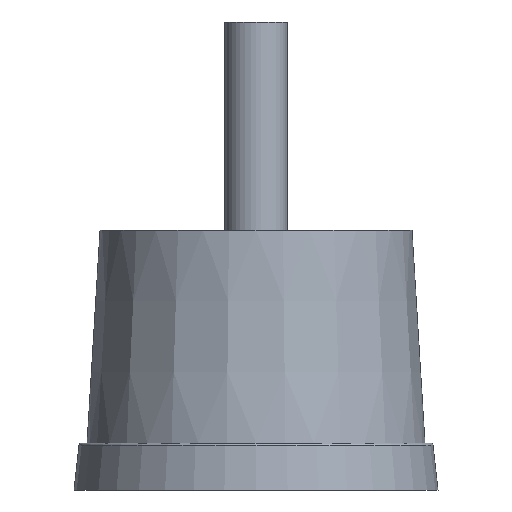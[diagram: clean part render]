
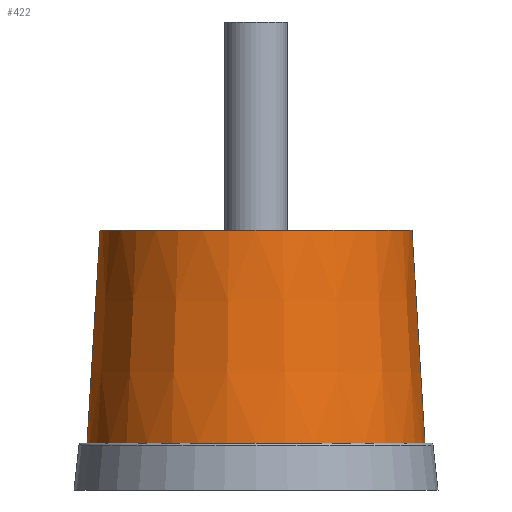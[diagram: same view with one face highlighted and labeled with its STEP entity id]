
A CAD part, front view. The second image highlights one B-rep face of the part: STEP entity #422.
In plain terms, the highlighted conical face has half-angle 3.489 degrees and reference radius 32.5 mm.
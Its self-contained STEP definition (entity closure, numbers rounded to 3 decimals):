
#16=CONICAL_SURFACE('',#499,32.5,3.489);
#71=FACE_BOUND('',#182,.T.);
#109=FACE_OUTER_BOUND('',#181,.T.);
#181=EDGE_LOOP('',(#366));
#182=EDGE_LOOP('',(#367));
#201=CIRCLE('',#458,30.);
#221=CIRCLE('',#496,32.5);
#238=VERTEX_POINT('',#702);
#258=VERTEX_POINT('',#760);
#275=EDGE_CURVE('',#238,#238,#201,.T.);
#295=EDGE_CURVE('',#258,#258,#221,.T.);
#366=ORIENTED_EDGE('',*,*,#295,.F.);
#367=ORIENTED_EDGE('',*,*,#275,.T.);
#422=ADVANCED_FACE('',(#109,#71),#16,.T.);
#458=AXIS2_PLACEMENT_3D('',#703,#567,#568);
#496=AXIS2_PLACEMENT_3D('',#761,#643,#644);
#499=AXIS2_PLACEMENT_3D('',#764,#649,#650);
#567=DIRECTION('center_axis',(0.,0.,-1.));
#568=DIRECTION('ref_axis',(-1.,0.,0.));
#643=DIRECTION('center_axis',(0.,0.,-1.));
#644=DIRECTION('ref_axis',(-1.,0.,0.));
#649=DIRECTION('center_axis',(0.,0.,-1.));
#650=DIRECTION('ref_axis',(-1.,0.,0.));
#702=CARTESIAN_POINT('',(-30.,0.,50.));
#703=CARTESIAN_POINT('Origin',(0.,0.,50.));
#760=CARTESIAN_POINT('',(-32.5,0.,9.));
#761=CARTESIAN_POINT('Origin',(0.,0.,9.));
#764=CARTESIAN_POINT('Origin',(0.,0.,9.));
